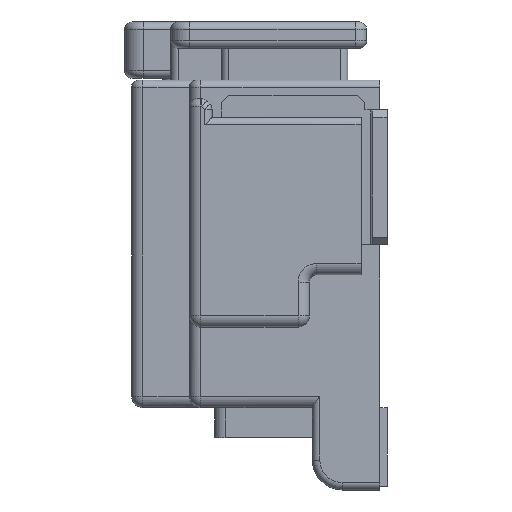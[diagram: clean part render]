
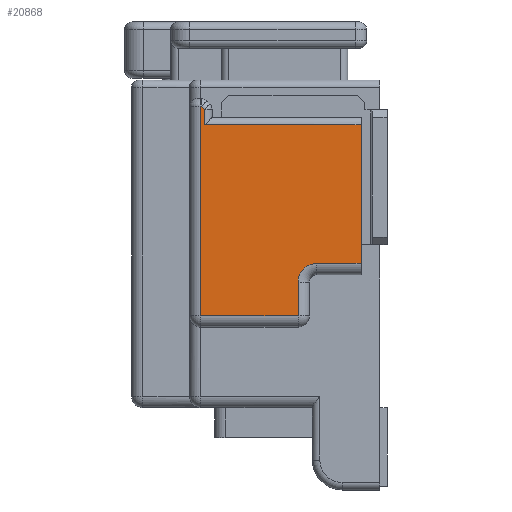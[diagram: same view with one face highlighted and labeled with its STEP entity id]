
A CAD part, left-side view. The second image highlights one B-rep face of the part: STEP entity #20868.
In plain terms, the highlighted planar face has unit normal (-1, 0, 0).
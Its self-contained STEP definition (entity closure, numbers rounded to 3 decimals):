
#154 = ORIENTED_EDGE ( 'NONE', *, *, #11016, .F. ) ;
#160 = ORIENTED_EDGE ( 'NONE', *, *, #12584, .F. ) ;
#242 = DIRECTION ( 'NONE',  ( 0., 1., 0. ) ) ;
#574 = VECTOR ( 'NONE', #22076, 1000. ) ;
#594 = CARTESIAN_POINT ( 'NONE',  ( -7.1, 4.68, -1.2 ) ) ;
#1528 = AXIS2_PLACEMENT_3D ( 'NONE', #14087, #17639, #7332 ) ;
#1574 = CARTESIAN_POINT ( 'NONE',  ( -7.1, 2.18, -6.6 ) ) ;
#1661 = DIRECTION ( 'NONE',  ( 0., 1., 0. ) ) ;
#2505 = CARTESIAN_POINT ( 'NONE',  ( -7.1, 4.78, -0.7 ) ) ;
#2923 = CARTESIAN_POINT ( 'NONE',  ( -7.1, 4.68, -1. ) ) ;
#2935 = VERTEX_POINT ( 'NONE', #9422 ) ;
#3617 = CARTESIAN_POINT ( 'NONE',  ( -7.1, 2.18, -5.4 ) ) ;
#4354 = CARTESIAN_POINT ( 'NONE',  ( -7.1, 2.18, -6.3 ) ) ;
#4408 = VERTEX_POINT ( 'NONE', #10886 ) ;
#4551 = VECTOR ( 'NONE', #9633, 1000. ) ;
#4642 = CARTESIAN_POINT ( 'NONE',  ( -7.1, 2.731, -2.731 ) ) ;
#4981 = VECTOR ( 'NONE', #11949, 1000. ) ;
#6312 = VECTOR ( 'NONE', #13077, 1000. ) ;
#6551 = CARTESIAN_POINT ( 'NONE',  ( -7.1, 4.68, -0.7 ) ) ;
#6758 = CARTESIAN_POINT ( 'NONE',  ( -7.1, 0.5, -4.9 ) ) ;
#6891 = EDGE_LOOP ( 'NONE', ( #11265, #10798, #9458, #14702, #154, #8619, #17889, #13359, #160, #16780 ) ) ;
#7332 = DIRECTION ( 'NONE',  ( 0., 0., -1. ) ) ;
#7581 = VERTEX_POINT ( 'NONE', #594 ) ;
#7890 = VERTEX_POINT ( 'NONE', #6758 ) ;
#8061 = DIRECTION ( 'NONE',  ( 0., -0.707, -0.707 ) ) ;
#8561 = VECTOR ( 'NONE', #1661, 1000. ) ;
#8619 = ORIENTED_EDGE ( 'NONE', *, *, #15442, .F. ) ;
#8968 = VERTEX_POINT ( 'NONE', #18966 ) ;
#8993 = CARTESIAN_POINT ( 'NONE',  ( -7.1, 1.68, -4.9 ) ) ;
#9222 = CARTESIAN_POINT ( 'NONE',  ( -7.1, 1.68, -5.4 ) ) ;
#9344 = CARTESIAN_POINT ( 'NONE',  ( -7.1, 4.78, -6.3 ) ) ;
#9422 = CARTESIAN_POINT ( 'NONE',  ( -7.1, 1.68, -4.9 ) ) ;
#9458 = ORIENTED_EDGE ( 'NONE', *, *, #9611, .F. ) ;
#9596 = VECTOR ( 'NONE', #18597, 1000. ) ;
#9611 = EDGE_CURVE ( 'NONE', #19210, #17638, #10051, .T. ) ;
#9633 = DIRECTION ( 'NONE',  ( 0., 0., -1. ) ) ;
#9809 = VECTOR ( 'NONE', #11625, 1000. ) ;
#9963 = CARTESIAN_POINT ( 'NONE',  ( -7.1, 0.5, -1.2 ) ) ;
#10051 = LINE ( 'NONE', #1574, #4981 ) ;
#10682 = PLANE ( 'NONE',  #1528 ) ;
#10798 = ORIENTED_EDGE ( 'NONE', *, *, #15079, .F. ) ;
#10815 = LINE ( 'NONE', #20033, #6312 ) ;
#10886 = CARTESIAN_POINT ( 'NONE',  ( -7.1, 4.68, -0.783 ) ) ;
#10926 = DIRECTION ( 'NONE',  ( 0., 0., -1. ) ) ;
#11016 = EDGE_CURVE ( 'NONE', #7890, #2935, #20126, .T. ) ;
#11265 = ORIENTED_EDGE ( 'NONE', *, *, #18963, .F. ) ;
#11625 = DIRECTION ( 'NONE',  ( 0., 0., -1. ) ) ;
#11803 = AXIS2_PLACEMENT_3D ( 'NONE', #9222, #21358, #10926 ) ;
#11875 = VECTOR ( 'NONE', #8061, 1000. ) ;
#11949 = DIRECTION ( 'NONE',  ( 0., 0., -1. ) ) ;
#12584 = EDGE_CURVE ( 'NONE', #20410, #4408, #16463, .T. ) ;
#12892 = EDGE_CURVE ( 'NONE', #2935, #19210, #20326, .T. ) ;
#13077 = DIRECTION ( 'NONE',  ( 0., 0., 1. ) ) ;
#13141 = LINE ( 'NONE', #20709, #8561 ) ;
#13359 = ORIENTED_EDGE ( 'NONE', *, *, #18303, .F. ) ;
#14087 = CARTESIAN_POINT ( 'NONE',  ( -7.1, 0., 0. ) ) ;
#14433 = LINE ( 'NONE', #6551, #574 ) ;
#14702 = ORIENTED_EDGE ( 'NONE', *, *, #12892, .F. ) ;
#14887 = VECTOR ( 'NONE', #242, 1000. ) ;
#15079 = EDGE_CURVE ( 'NONE', #17638, #18017, #13141, .T. ) ;
#15440 = LINE ( 'NONE', #2923, #9809 ) ;
#15442 = EDGE_CURVE ( 'NONE', #8968, #7890, #18298, .T. ) ;
#15988 = EDGE_CURVE ( 'NONE', #17602, #20410, #14433, .T. ) ;
#16463 = LINE ( 'NONE', #4642, #11875 ) ;
#16780 = ORIENTED_EDGE ( 'NONE', *, *, #15988, .F. ) ;
#17602 = VERTEX_POINT ( 'NONE', #2505 ) ;
#17638 = VERTEX_POINT ( 'NONE', #4354 ) ;
#17639 = DIRECTION ( 'NONE',  ( -1., 0., 0. ) ) ;
#17889 = ORIENTED_EDGE ( 'NONE', *, *, #22002, .F. ) ;
#18017 = VERTEX_POINT ( 'NONE', #9344 ) ;
#18259 = CARTESIAN_POINT ( 'NONE',  ( -7.1, 0.5, -1. ) ) ;
#18298 = LINE ( 'NONE', #18259, #4551 ) ;
#18303 = EDGE_CURVE ( 'NONE', #4408, #7581, #15440, .T. ) ;
#18326 = FACE_OUTER_BOUND ( 'NONE', #6891, .T. ) ;
#18597 = DIRECTION ( 'NONE',  ( 0., -1., 0. ) ) ;
#18807 = LINE ( 'NONE', #9963, #9596 ) ;
#18963 = EDGE_CURVE ( 'NONE', #18017, #17602, #10815, .T. ) ;
#18966 = CARTESIAN_POINT ( 'NONE',  ( -7.1, 0.5, -1.2 ) ) ;
#19210 = VERTEX_POINT ( 'NONE', #3617 ) ;
#19461 = CARTESIAN_POINT ( 'NONE',  ( -7.1, 4.763, -0.7 ) ) ;
#20033 = CARTESIAN_POINT ( 'NONE',  ( -7.1, 4.78, 0. ) ) ;
#20126 = LINE ( 'NONE', #8993, #14887 ) ;
#20326 = CIRCLE ( 'NONE', #11803, 0.5 ) ;
#20410 = VERTEX_POINT ( 'NONE', #19461 ) ;
#20709 = CARTESIAN_POINT ( 'NONE',  ( -7.1, 5.08, -6.3 ) ) ;
#20868 = ADVANCED_FACE ( 'NONE', ( #18326 ), #10682, .T. ) ;
#21358 = DIRECTION ( 'NONE',  ( -1., 0., 0. ) ) ;
#22002 = EDGE_CURVE ( 'NONE', #7581, #8968, #18807, .T. ) ;
#22076 = DIRECTION ( 'NONE',  ( 0., -1., 0. ) ) ;
